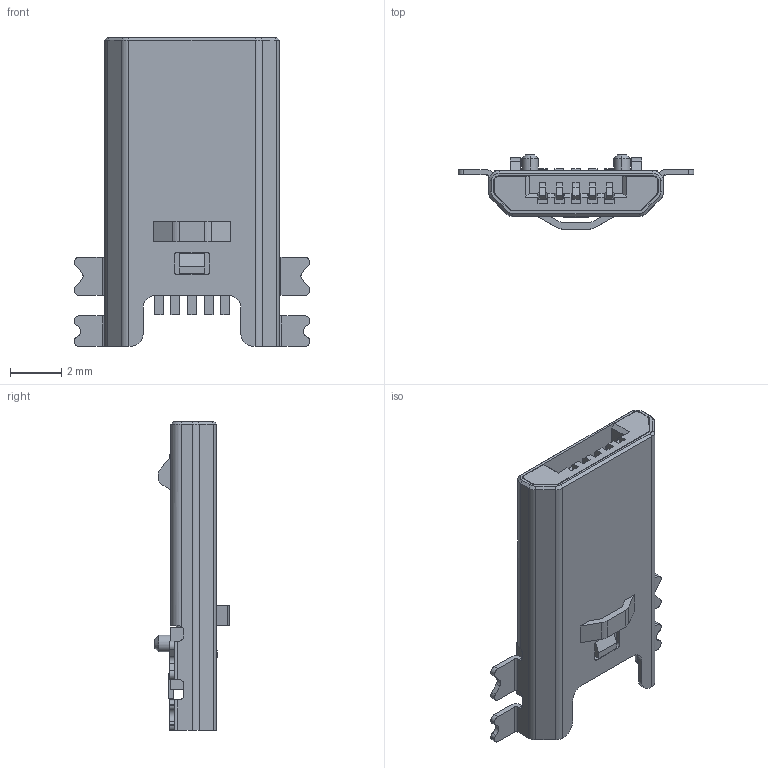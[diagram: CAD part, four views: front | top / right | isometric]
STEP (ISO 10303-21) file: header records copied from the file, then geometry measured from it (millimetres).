
FILE_DESCRIPTION((''),'2;1');
FILE_NAME('MICRO5P-SMT-MALE-INSULATOR1','2016-11-03T',('hsdz005'),(''),'PRO/ENGINEER BY PARAMETRIC TECHNOLOGY CORPORATION, 2010480','PRO/ENGINEER BY PARAMETRIC TECHNOLOGY CORPORATION, 2010480','');
FILE_SCHEMA(('CONFIG_CONTROL_DESIGN'));
Length unit declared in the file: millimetre
Products named in the file (1): MICRO5P-SMT-MALE-INSULATOR1
Bounding box: 9.23 x 2.92 x 12.1 mm (x, y, z)
Volume: 106.4 mm3; surface area: 480.7 mm2
Topology: 1 solids, 2 shells, 516 faces, 1421 edges, 916 vertices
Faces by surface type: plane 367, cylinder 131, cone 10, bspline 8
Entity records: 16410 total; most frequent: CARTESIAN_POINT 3012, ORIENTED_EDGE 2842, DIRECTION 2721, EDGE_CURVE 1421, VECTOR 1117, LINE 1117, VERTEX_POINT 916, AXIS2_PLACEMENT_3D 802
